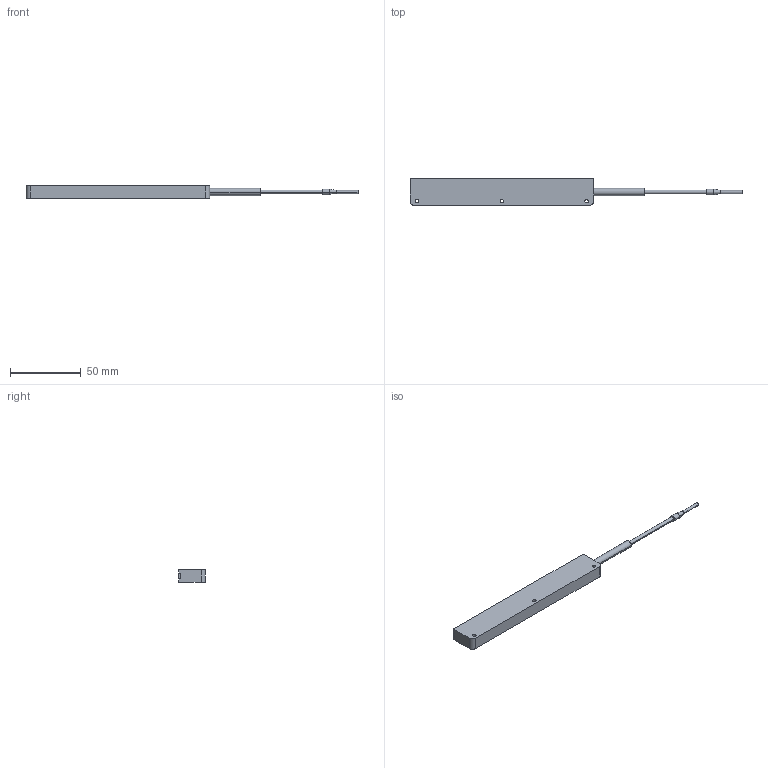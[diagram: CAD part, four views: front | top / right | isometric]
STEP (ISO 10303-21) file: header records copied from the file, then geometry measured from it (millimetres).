
FILE_DESCRIPTION (( 'STEP AP214' ), '1' );
FILE_NAME ('FOACAMPT120ML_3D.step', '2023-07-19T00:46:00', ( '' ), ( '' ), 'SwSTEP 2.0', 'SolidWorks 2022', '' );
FILE_SCHEMA (( 'AUTOMOTIVE_DESIGN' ));
Length unit declared in the file: millimetre
Products named in the file (1): FOACAMPT120ML_3D
Bounding box: 235 x 19 x 9 mm (x, y, z)
Volume: 23038.7 mm3; surface area: 11558.9 mm2
Topology: 2 solids, 2 shells, 168 faces, 476 edges, 284 vertices
Faces by surface type: cylinder 82, cone 66, plane 20
Entity records: 5357 total; most frequent: DIRECTION 978, CARTESIAN_POINT 865, ORIENTED_EDGE 824, EDGE_CURVE 412, AXIS2_PLACEMENT_3D 397, VERTEX_POINT 284, EDGE_LOOP 274, CIRCLE 228
